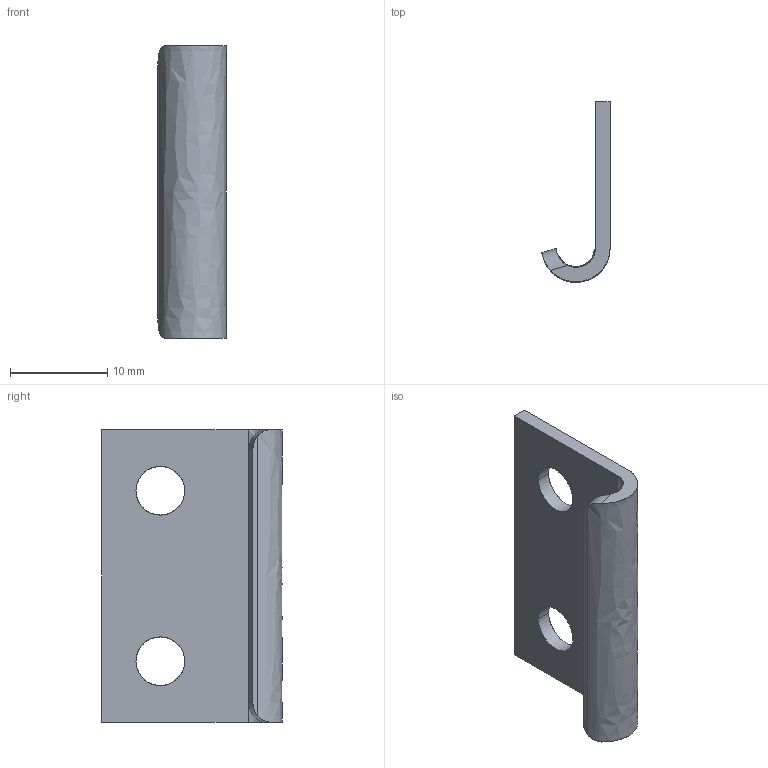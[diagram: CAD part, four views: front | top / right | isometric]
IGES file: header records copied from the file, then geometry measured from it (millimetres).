
Start section: SolidWorks IGES file using analytic representation for surfaces
Global section: file name: AC 179.IGS; native system: SolidWorks 2008; preprocessor: SolidWorks 2008; author: cbrechard; date: 110629.093801; units: millimetre
Bounding box: 7 x 18.5 x 30 mm (x, y, z)
Surface area: 1524.2 mm2 (no closed solid volume)
Topology: 0 solids, 0 shells, 16 faces, 282 edges, 282 vertices
Faces by surface type: revolution 8, bspline 8
